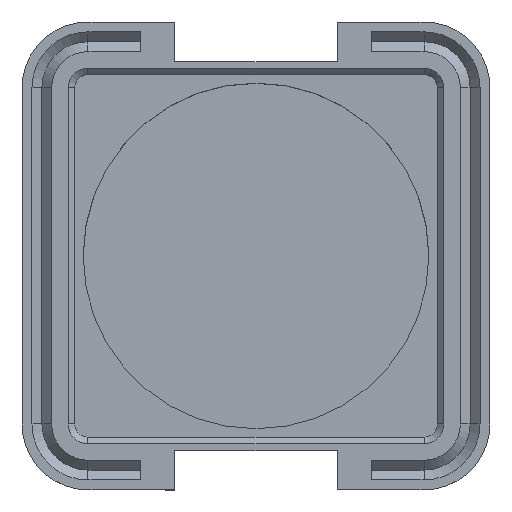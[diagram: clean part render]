
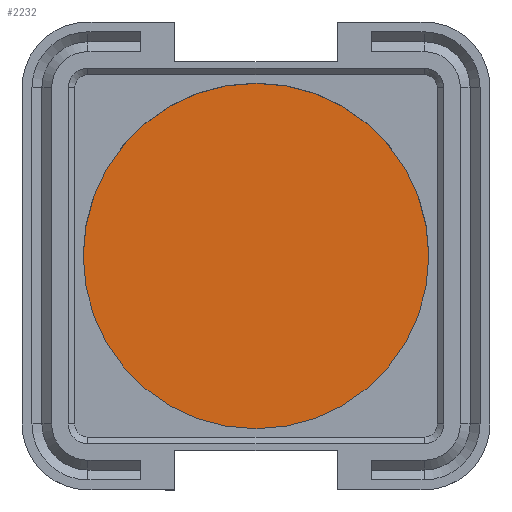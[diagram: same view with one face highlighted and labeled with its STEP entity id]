
A CAD part, top view. The second image highlights one B-rep face of the part: STEP entity #2232.
In plain terms, the highlighted planar face has unit normal (0, 0, 1).
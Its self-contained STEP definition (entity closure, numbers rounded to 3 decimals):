
#47=PLANE('',#2363);
#140=FACE_OUTER_BOUND('',#267,.T.);
#267=EDGE_LOOP('',(#1558));
#960=CIRCLE('',#2362,26.225);
#1014=VERTEX_POINT('',#3186);
#1225=EDGE_CURVE('',#1014,#1014,#960,.T.);
#1558=ORIENTED_EDGE('',*,*,#1225,.F.);
#2232=ADVANCED_FACE('',(#140),#47,.T.);
#2362=AXIS2_PLACEMENT_3D('',#3188,#2548,#2549);
#2363=AXIS2_PLACEMENT_3D('',#3189,#2550,#2551);
#2548=DIRECTION('center_axis',(0.,0.,-1.));
#2549=DIRECTION('ref_axis',(-1.,0.,0.));
#2550=DIRECTION('center_axis',(0.,0.,1.));
#2551=DIRECTION('ref_axis',(-1.,0.,0.));
#3186=CARTESIAN_POINT('',(53.725,27.5,0.5));
#3188=CARTESIAN_POINT('Origin',(27.5,27.5,0.5));
#3189=CARTESIAN_POINT('Origin',(27.5,27.5,0.5));
